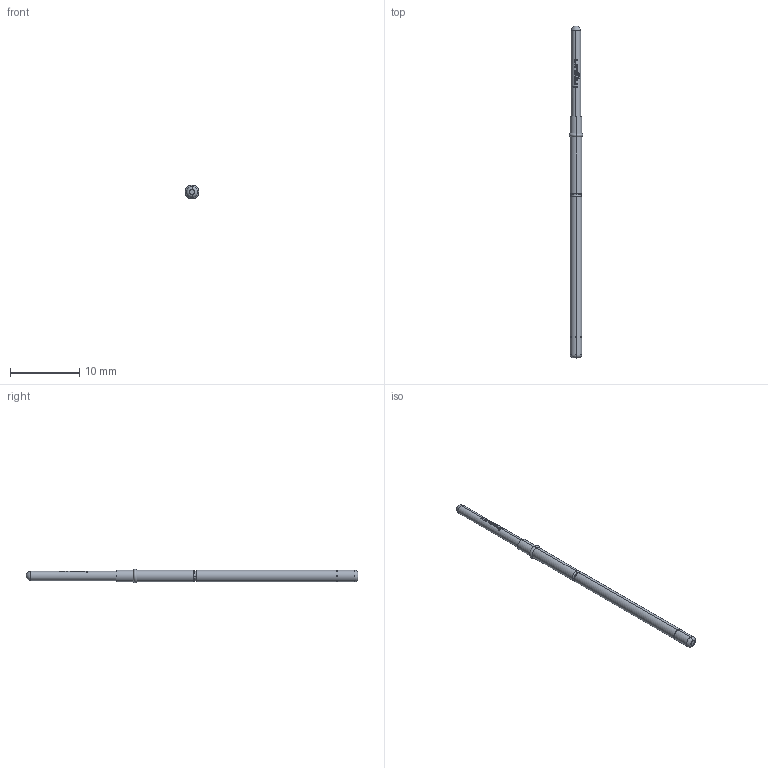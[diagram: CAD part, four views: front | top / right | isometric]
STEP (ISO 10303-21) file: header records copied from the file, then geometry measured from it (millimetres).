
FILE_DESCRIPTION (( 'STEP AP203' ), '1' );
FILE_NAME ('INGUN_GKS-204_305_130_A_xx03.STEP', '2022-01-27T08:21:49', ( 'ochi' ), ( '' ), 'SwSTEP 2.0', 'SolidWorks 2018', '' );
FILE_SCHEMA (( 'CONFIG_CONTROL_DESIGN' ));
Length unit declared in the file: millimetre
Products named in the file (1): INGUN_GKS-204_305_130_A_xx03
Bounding box: 2 x 47.9 x 2 mm (x, y, z)
Volume: 91.9 mm3; surface area: 237.9 mm2
Topology: 1 solids, 1 shells, 106 faces, 295 edges, 192 vertices
Faces by surface type: plane 42, cylinder 29, bspline 22, torus 12, sphere 1
Entity records: 4427 total; most frequent: CARTESIAN_POINT 2123, ORIENTED_EDGE 584, EDGE_CURVE 292, DIRECTION 282, B_SPLINE_CURVE_WITH_KNOTS 222, VERTEX_POINT 190, AXIS2_PLACEMENT_3D 127, EDGE_LOOP 108
